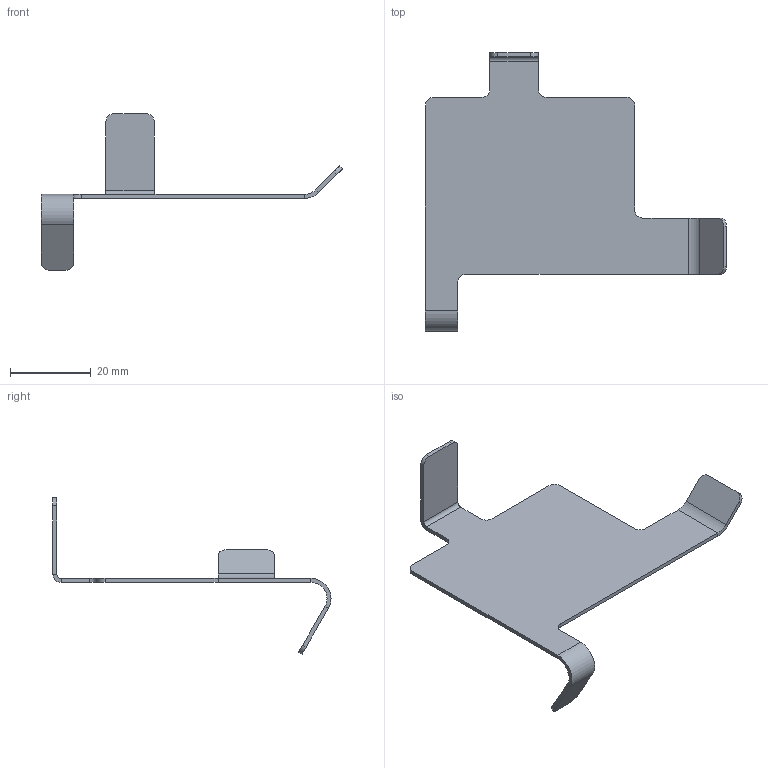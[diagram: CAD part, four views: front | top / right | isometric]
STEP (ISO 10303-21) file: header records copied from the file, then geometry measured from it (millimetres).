
FILE_DESCRIPTION(('FreeCAD Model'),'2;1');
FILE_NAME('Open CASCADE Shape Model','2025-04-09T10:41:36',('Author'),( ''),'Open CASCADE STEP processor 7.8','FreeCAD','Unknown');
FILE_SCHEMA(('AUTOMOTIVE_DESIGN { 1 0 10303 214 1 1 1 1 }'));
Length unit declared in the file: millimetre
Products named in the file (1): Body
Bounding box: 74.78 x 69.07 x 38.82 mm (x, y, z)
Volume: 3254.5 mm3; surface area: 6864.9 mm2
Topology: 1 solids, 1 shells, 51 faces, 123 edges, 74 vertices
Faces by surface type: plane 27, cylinder 18, bspline 6
Entity records: 1551 total; most frequent: CARTESIAN_POINT 359, ORIENTED_EDGE 246, DIRECTION 239, EDGE_CURVE 123, AXIS2_PLACEMENT_3D 82, LINE 75, VECTOR 75, VERTEX_POINT 74
